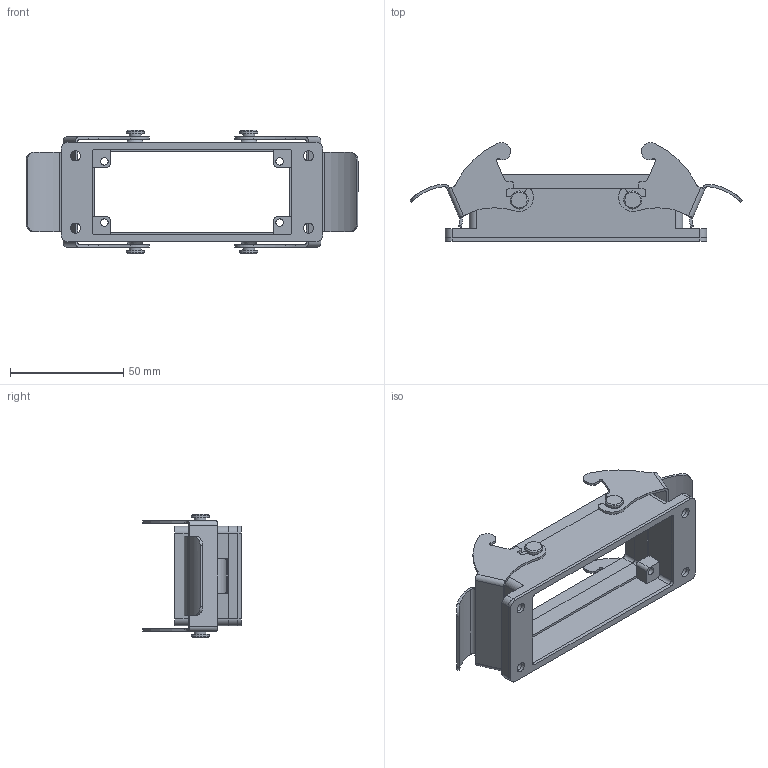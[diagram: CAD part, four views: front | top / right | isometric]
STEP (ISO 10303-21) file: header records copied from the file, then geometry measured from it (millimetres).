
FILE_DESCRIPTION (( 'STEP AP214' ), '1' );
FILE_NAME ('ZP-MC16B-2-DBHM.STEP', '2011-11-21T13:40:29', ( '.adc' ), ( '' ), 'SwSTEP 2.0', 'SolidWorks 2011', '' );
FILE_SCHEMA (( 'AUTOMOTIVE_DESIGN' ));
Length unit declared in the file: millimetre
Products named in the file (1): ZP-MC16B-2-DBHM
Bounding box: 146.76 x 43.65 x 54.5 mm (x, y, z)
Volume: 39428 mm3; surface area: 37702.7 mm2
Topology: 9 solids, 9 shells, 314 faces, 852 edges, 560 vertices
Faces by surface type: cylinder 176, plane 130, cone 8
Full cylindrical faces by diameter (mm): 3.3 x4, 4.5 x8, 5.169 x4, 8 x4
Entity records: 10816 total; most frequent: CARTESIAN_POINT 2027, DIRECTION 1726, ORIENTED_EDGE 1648, EDGE_CURVE 824, AXIS2_PLACEMENT_3D 635, VERTEX_POINT 560, VECTOR 456, LINE 456
